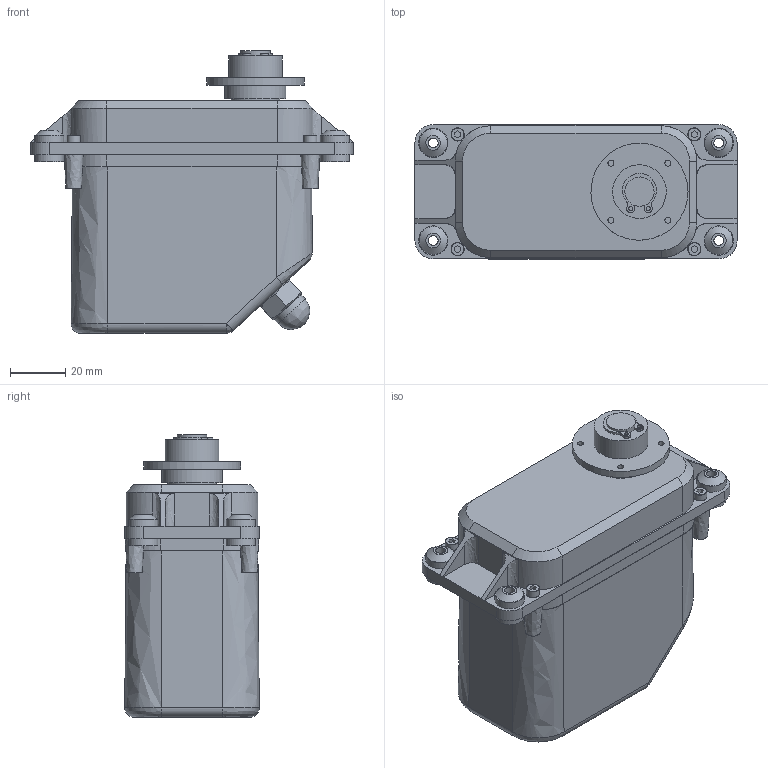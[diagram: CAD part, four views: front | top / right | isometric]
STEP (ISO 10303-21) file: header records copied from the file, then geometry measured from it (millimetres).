
FILE_DESCRIPTION(('FreeCAD Model'),'2;1');
FILE_NAME('Open CASCADE Shape Model','2025-04-25T15:09:52',('FreeCAD'),( 'FreeCAD'),'Open CASCADE STEP processor 7.6','FreeCAD','Unknown');
FILE_SCHEMA(('AUTOMOTIVE_DESIGN { 1 0 10303 214 1 1 1 1 }'));
Length unit declared in the file: millimetre
Products named in the file (1): Open CASCADE STEP translator 7.6 1
Bounding box: 116.36 x 48.59 x 102.08 mm (x, y, z)
Volume: 1613.2 mm3; surface area: 37406.3 mm2
Topology: 2 solids, 3 shells, 265 faces, 643 edges, 417 vertices
Faces by surface type: bspline 265
Entity records: 12173 total; most frequent: CARTESIAN_POINT 8492, ORIENTED_EDGE 1221, EDGE_CURVE 612, VERTEX_POINT 387, B_SPLINE_CURVE_WITH_KNOTS 364, FACE_BOUND 321, EDGE_LOOP 321, ADVANCED_FACE 265
